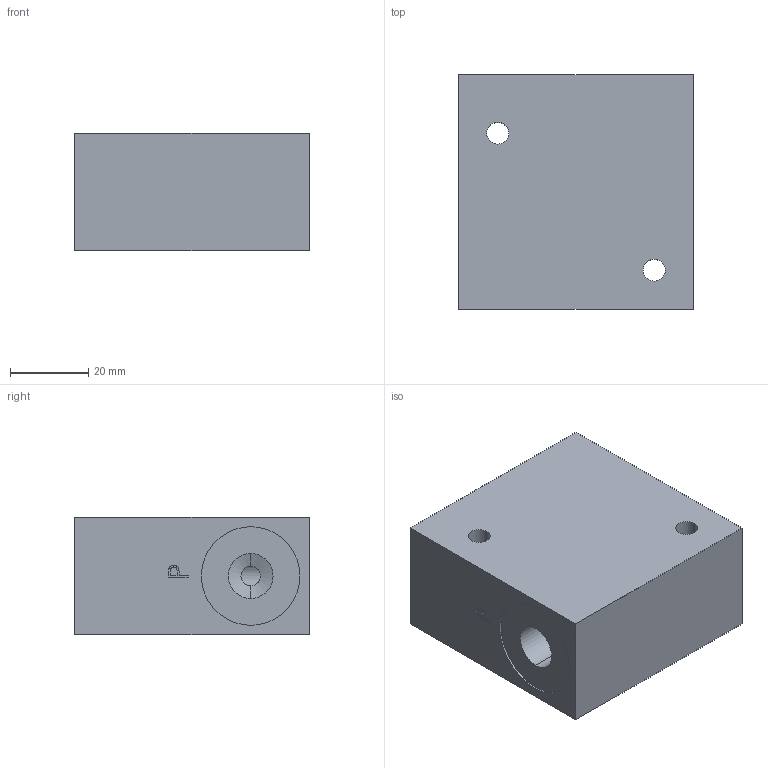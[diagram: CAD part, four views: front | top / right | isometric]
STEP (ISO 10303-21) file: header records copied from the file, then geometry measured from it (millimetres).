
FILE_DESCRIPTION (( 'STEP AP214' ), '1' );
FILE_NAME ('VKR-6-DB700_DB500_1_4.STEP', '2024-04-23T11:17:43', ( '' ), ( '' ), 'SwSTEP 2.0', 'SolidWorks 2022', '' );
FILE_SCHEMA (( 'AUTOMOTIVE_DESIGN' ));
Length unit declared in the file: millimetre
Products named in the file (1): VKR-6-DB700_DB500_1_4
Bounding box: 60 x 60 x 30 mm (x, y, z)
Volume: 92868 mm3; surface area: 18873.9 mm2
Topology: 1 solids, 1 shells, 85 faces, 197 edges, 121 vertices
Faces by surface type: plane 31, cylinder 28, cone 12, torus 8, bspline 6
Entity records: 2946 total; most frequent: CARTESIAN_POINT 896, DIRECTION 412, ORIENTED_EDGE 390, EDGE_CURVE 195, AXIS2_PLACEMENT_3D 153, VERTEX_POINT 121, LINE 106, VECTOR 106
